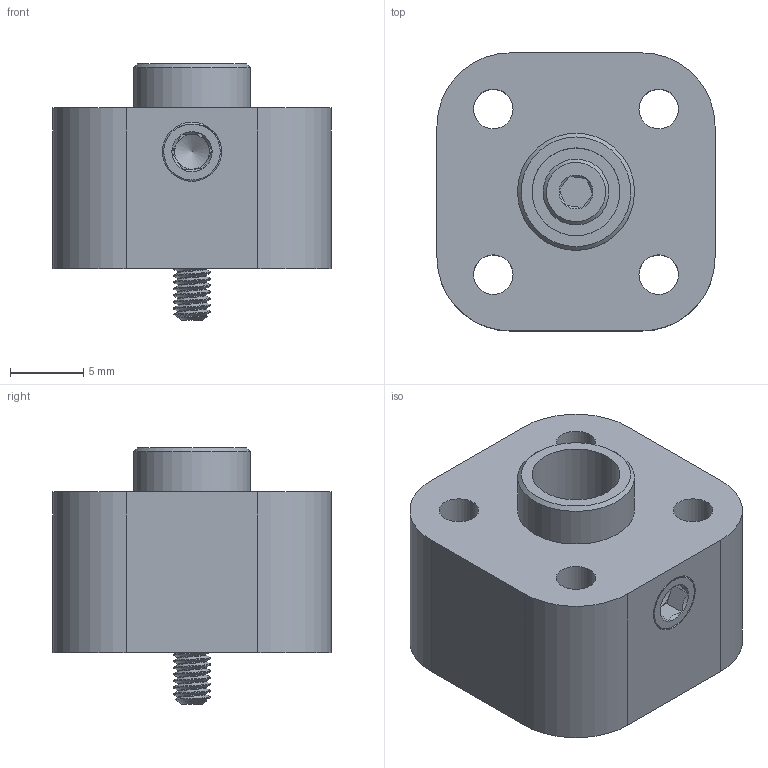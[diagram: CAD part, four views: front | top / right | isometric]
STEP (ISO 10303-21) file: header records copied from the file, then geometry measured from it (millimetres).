
FILE_DESCRIPTION (( 'STEP AP214' ), '1' );
FILE_NAME ('am-4317 24T C1 Servo Spline HD Nub.STEP', '2020-06-01T20:11:27', ( '' ), ( '' ), 'SwSTEP 2.0', 'SolidWorks 2019', '' );
FILE_SCHEMA (( 'AUTOMOTIVE_DESIGN' ));
Length unit declared in the file: millimetre
Products named in the file (4): ip-4317 24T Servo Spline HD Nub; am-4317 24T C1 Servo Spline HD Nub; 10-32 x 0.25 Set Screw CP_91375A438; M2.5-0.45 x 8mm SHCS_90128A184
Assembly tree (3 placements, depth 2):
  am-4317 24T C1 Servo Spline HD Nub
    ip-4317 24T Servo Spline HD Nub
    10-32 x 0.25 Set Screw CP_91375A438
    M2.5-0.45 x 8mm SHCS_90128A184
Bounding box: 19 x 19 x 17.5 mm (x, y, z)
Volume: 3340.8 mm3; surface area: 2469.7 mm2
Topology: 3 solids, 3 shells, 170 faces, 396 edges, 236 vertices
Faces by surface type: plane 80, cone 45, cylinder 40, bspline 5
Full cylindrical faces by diameter (mm): 2.705 x4, 3.048 x1, 4.039 x1, 4.5 x1, 6 x1, 8 x1
Entity records: 8210 total; most frequent: CARTESIAN_POINT 4332, DIRECTION 760, ORIENTED_EDGE 748, EDGE_CURVE 374, AXIS2_PLACEMENT_3D 297, VERTEX_POINT 231, EDGE_LOOP 201, FACE_OUTER_BOUND 178
